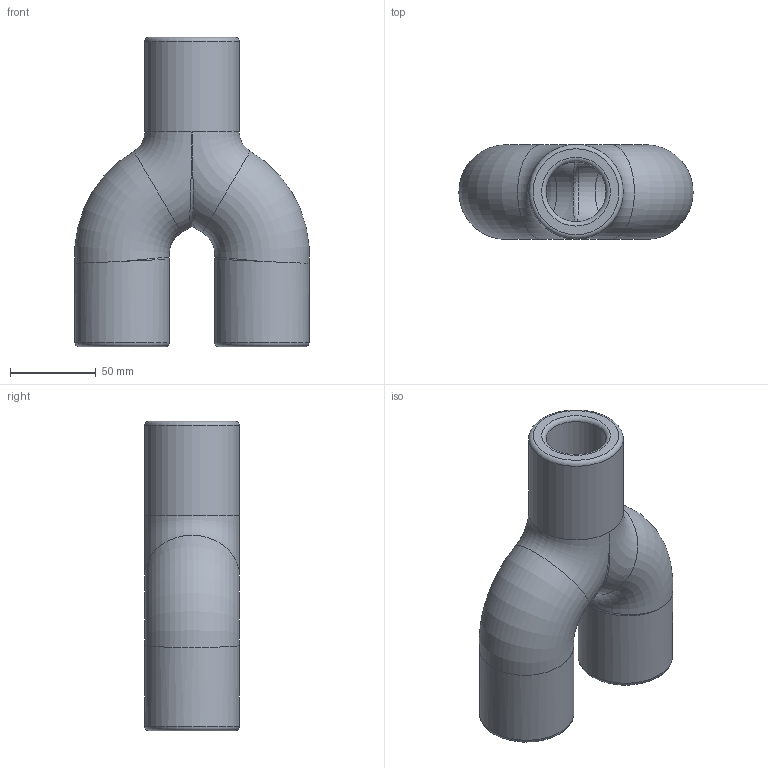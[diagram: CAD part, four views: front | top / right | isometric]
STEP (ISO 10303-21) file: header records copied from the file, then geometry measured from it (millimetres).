
FILE_DESCRIPTION(/* description */ (''),/* implementation_level */ '2;1');
FILE_NAME(/* name */ 'Tube_forkconnector v2.step',/* time_stamp */ '2018-03-20T08:28:34+01:00',/* author */ ('kristofferpalmer'),/* organization */ (''),/* preprocessor_version */ 'ST-DEVELOPER v16.13',/* originating_system */ 'Autodesk Translation Framework v6.5.0.72',/* authorisation */ '');
FILE_SCHEMA (('AUTOMOTIVE_DESIGN { 1 0 10303 214 3 1 1 }'));
Length unit declared in the file: millimetre
Products named in the file (1): Tube_forkconnector
Bounding box: 136.29 x 55 x 180 mm (x, y, z)
Volume: 414989.2 mm3; surface area: 86291.3 mm2
Topology: 1 solids, 1 shells, 29 faces, 82 edges, 50 vertices
Faces by surface type: torus 14, cylinder 10, plane 3, bspline 2
Full cylindrical faces by diameter (mm): 35 x3, 55 x3
Entity records: 1362 total; most frequent: CARTESIAN_POINT 553, DIRECTION 190, ORIENTED_EDGE 156, AXIS2_PLACEMENT_3D 92, EDGE_CURVE 78, CIRCLE 56, VERTEX_POINT 50, EDGE_LOOP 32
